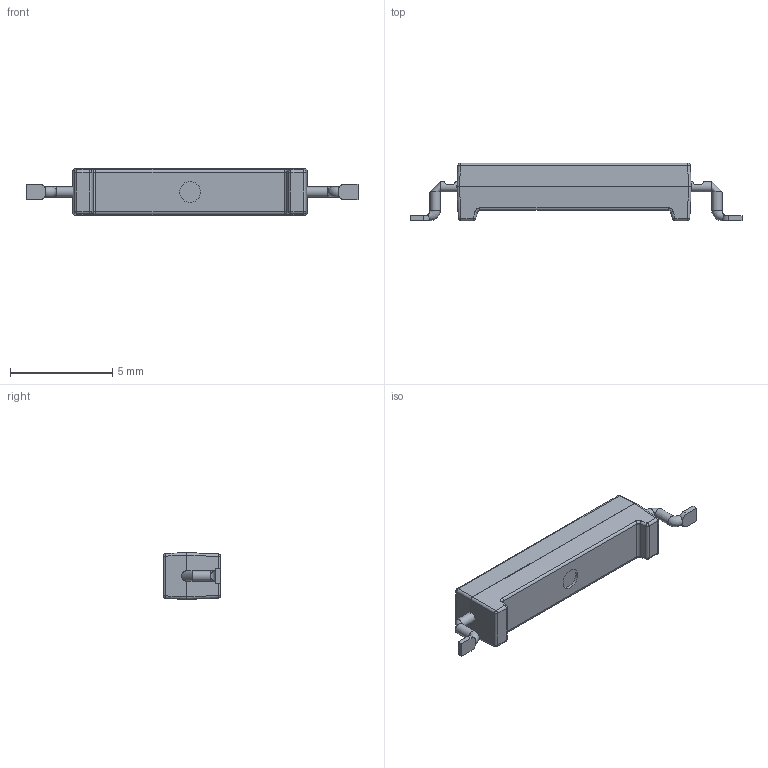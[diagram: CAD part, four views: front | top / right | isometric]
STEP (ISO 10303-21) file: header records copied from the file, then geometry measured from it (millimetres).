
FILE_DESCRIPTION((''),'2;1');
FILE_NAME('CT10-XXXX-G1.stp','2013-05-29T15:01:17',('odafonseca'),(''),'Autodesk Inventor 2013','Autodesk Inventor 2013','');
FILE_SCHEMA(('AUTOMOTIVE_DESIGN { 1 0 10303 214 1 1 1 1 }'));
Length unit declared in the file: inch
Products named in the file (3): CT10-XXXX-G1; CT10- SERIES; CT10-G1
Assembly tree (2 placements, depth 2):
  CT10-XXXX-G1
    CT10- SERIES
    CT10-G1
Bounding box: 16.2 x 2.81 x 2.29 mm (x, y, z)
Volume: 86.4 mm3; surface area: 187 mm2
Topology: 2 solids, 2 shells, 111 faces, 248 edges, 136 vertices
Faces by surface type: cylinder 48, plane 37, sphere 16, bspline 6, torus 4
Full cylindrical faces by diameter (mm): 0.5 x4, 1.016 x1, 1.8 x1
Entity records: 3297 total; most frequent: CARTESIAN_POINT 860, DIRECTION 524, ORIENTED_EDGE 452, EDGE_CURVE 226, AXIS2_PLACEMENT_3D 208, VERTEX_POINT 134, EDGE_LOOP 126, FACE_OUTER_BOUND 111
